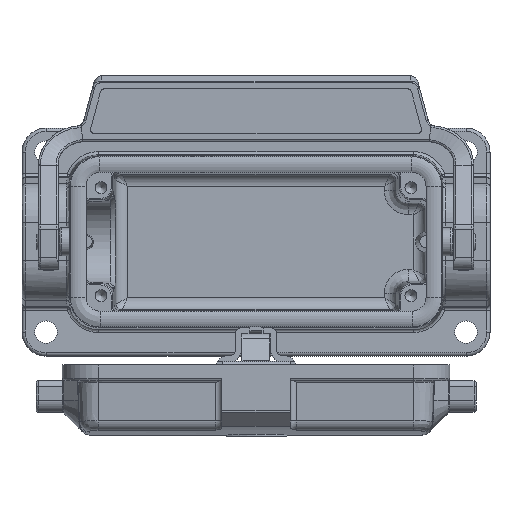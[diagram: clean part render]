
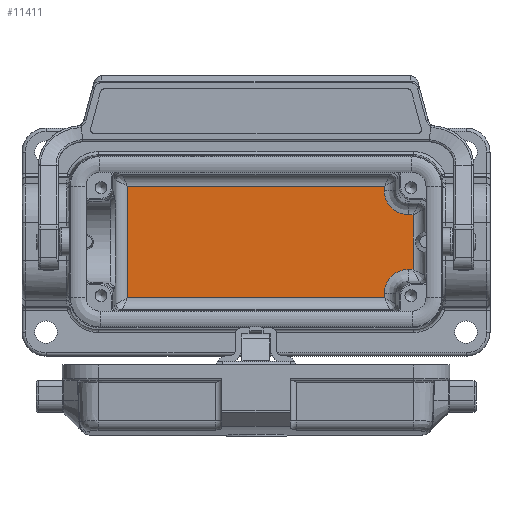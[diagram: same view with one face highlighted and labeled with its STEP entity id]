
A CAD part, top view. The second image highlights one B-rep face of the part: STEP entity #11411.
In plain terms, the highlighted planar face has unit normal (0, 0, 1).
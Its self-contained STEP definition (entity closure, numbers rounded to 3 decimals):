
#11322=CARTESIAN_POINT('',(-42.247,17.75,-40.25));
#11323=DIRECTION('',(0.0,0.0,-1.0));
#11324=DIRECTION('',(-1.0,0.0,0.0));
#11325=AXIS2_PLACEMENT_3D('',#11322,#11323,#11324);
#11326=PLANE('',#11325);
#11327=CARTESIAN_POINT('',(39.299,-6.849,-40.25));
#11328=VERTEX_POINT('',#11327);
#11329=CARTESIAN_POINT('',(39.299,6.849,-40.25));
#11330=VERTEX_POINT('',#11329);
#11331=CARTESIAN_POINT('',(39.299,-6.849,-40.25));
#11332=DIRECTION('',(0.0,1.0,0.0));
#11333=VECTOR('',#11332,13.699);
#11334=LINE('',#11331,#11333);
#11335=EDGE_CURVE('',#11328,#11330,#11334,.T.);
#11336=ORIENTED_EDGE('',*,*,#11335,.T.);
#11337=CARTESIAN_POINT('',(38.073,6.849,-40.25));
#11338=VERTEX_POINT('',#11337);
#11339=CARTESIAN_POINT('',(39.299,6.849,-40.25));
#11340=DIRECTION('',(-1.0,0.0,0.0));
#11341=VECTOR('',#11340,1.227);
#11342=LINE('',#11339,#11341);
#11343=EDGE_CURVE('',#11330,#11338,#11342,.T.);
#11344=ORIENTED_EDGE('',*,*,#11343,.T.);
#11345=CARTESIAN_POINT('',(32.073,12.848,-40.25));
#11346=VERTEX_POINT('',#11345);
#11347=CARTESIAN_POINT('',(38.076,12.85,-40.25));
#11348=DIRECTION('',(0.0,0.0,-1.0));
#11349=DIRECTION('',(0.832,0.555,0.0));
#11350=AXIS2_PLACEMENT_3D('',#11347,#11348,#11349);
#11351=ELLIPSE('',#11350,6.003,6.);
#11352=EDGE_CURVE('',#11338,#11346,#11351,.T.);
#11353=ORIENTED_EDGE('',*,*,#11352,.T.);
#11354=CARTESIAN_POINT('',(32.073,13.966,-40.25));
#11355=VERTEX_POINT('',#11354);
#11356=CARTESIAN_POINT('',(32.073,12.848,-40.25));
#11357=DIRECTION('',(0.0,1.0,0.0));
#11358=VECTOR('',#11357,1.118);
#11359=LINE('',#11356,#11358);
#11360=EDGE_CURVE('',#11346,#11355,#11359,.T.);
#11361=ORIENTED_EDGE('',*,*,#11360,.T.);
#11362=CARTESIAN_POINT('',(-32.073,13.966,-40.25));
#11363=VERTEX_POINT('',#11362);
#11364=CARTESIAN_POINT('',(32.073,13.966,-40.25));
#11365=DIRECTION('',(-1.0,0.0,0.0));
#11366=VECTOR('',#11365,64.147);
#11367=LINE('',#11364,#11366);
#11368=EDGE_CURVE('',#11355,#11363,#11367,.T.);
#11369=ORIENTED_EDGE('',*,*,#11368,.T.);
#11370=CARTESIAN_POINT('',(-32.073,-13.966,-40.25));
#11371=VERTEX_POINT('',#11370);
#11372=CARTESIAN_POINT('',(-32.073,13.966,-40.25));
#11373=DIRECTION('',(0.0,-1.0,0.0));
#11374=VECTOR('',#11373,27.932);
#11375=LINE('',#11372,#11374);
#11376=EDGE_CURVE('',#11363,#11371,#11375,.T.);
#11377=ORIENTED_EDGE('',*,*,#11376,.T.);
#11378=CARTESIAN_POINT('',(32.073,-13.966,-40.25));
#11379=VERTEX_POINT('',#11378);
#11380=CARTESIAN_POINT('',(-32.073,-13.966,-40.25));
#11381=DIRECTION('',(1.0,0.0,0.0));
#11382=VECTOR('',#11381,64.147);
#11383=LINE('',#11380,#11382);
#11384=EDGE_CURVE('',#11371,#11379,#11383,.T.);
#11385=ORIENTED_EDGE('',*,*,#11384,.T.);
#11386=CARTESIAN_POINT('',(32.073,-12.848,-40.25));
#11387=VERTEX_POINT('',#11386);
#11388=CARTESIAN_POINT('',(32.073,-13.966,-40.25));
#11389=DIRECTION('',(0.0,1.0,0.0));
#11390=VECTOR('',#11389,1.118);
#11391=LINE('',#11388,#11390);
#11392=EDGE_CURVE('',#11379,#11387,#11391,.T.);
#11393=ORIENTED_EDGE('',*,*,#11392,.T.);
#11394=CARTESIAN_POINT('',(38.073,-6.849,-40.25));
#11395=VERTEX_POINT('',#11394);
#11396=CARTESIAN_POINT('',(38.076,-12.85,-40.25));
#11397=DIRECTION('',(0.0,0.0,-1.0));
#11398=DIRECTION('',(-0.832,0.555,0.0));
#11399=AXIS2_PLACEMENT_3D('',#11396,#11397,#11398);
#11400=ELLIPSE('',#11399,6.003,6.);
#11401=EDGE_CURVE('',#11387,#11395,#11400,.T.);
#11402=ORIENTED_EDGE('',*,*,#11401,.T.);
#11403=CARTESIAN_POINT('',(38.073,-6.849,-40.25));
#11404=DIRECTION('',(1.0,0.0,0.0));
#11405=VECTOR('',#11404,1.227);
#11406=LINE('',#11403,#11405);
#11407=EDGE_CURVE('',#11395,#11328,#11406,.T.);
#11408=ORIENTED_EDGE('',*,*,#11407,.T.);
#11409=EDGE_LOOP('',(#11336,#11344,#11353,#11361,#11369,#11377,#11385,#11393,#11402,#11408));
#11410=FACE_OUTER_BOUND('',#11409,.T.);
#11411=ADVANCED_FACE('',(#11410),#11326,.F.);
